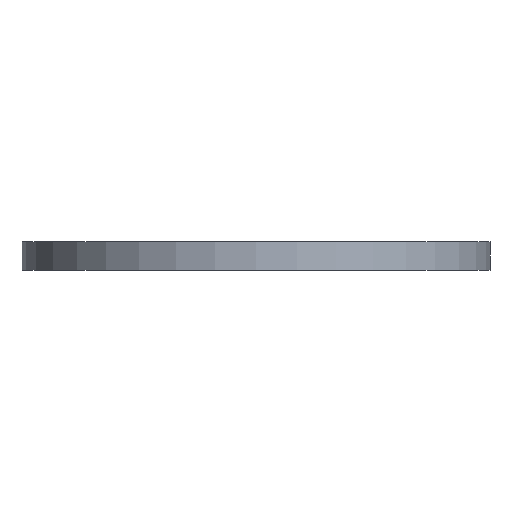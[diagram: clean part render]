
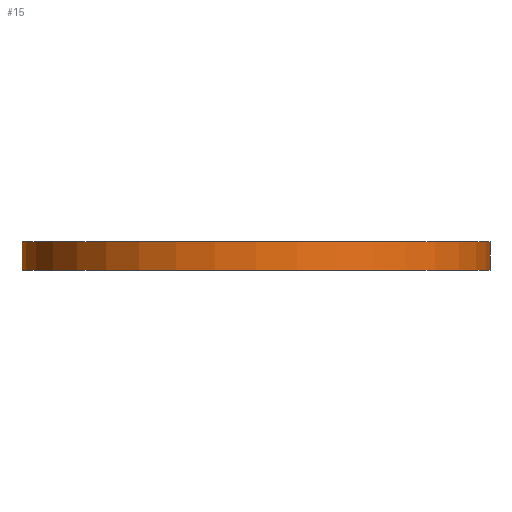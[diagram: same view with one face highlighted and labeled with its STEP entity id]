
A CAD part, front view. The second image highlights one B-rep face of the part: STEP entity #15.
In plain terms, the highlighted cylindrical face has radius 16.5 mm (diameter 33 mm), a partial arc.
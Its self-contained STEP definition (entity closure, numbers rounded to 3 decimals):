
#15=ADVANCED_FACE('',(#359),#3628,.T.);
#359=FACE_OUTER_BOUND('',#618,.T.);
#618=EDGE_LOOP('',(#1048,#1049,#1050,#1051));
#1048=ORIENTED_EDGE('',*,*,#2167,.T.);
#1049=ORIENTED_EDGE('',*,*,#1994,.T.);
#1050=ORIENTED_EDGE('',*,*,#2168,.F.);
#1051=ORIENTED_EDGE('',*,*,#2166,.F.);
#1994=EDGE_CURVE('',#3284,#3370,#2424,.T.);
#2166=EDGE_CURVE('',#3456,#3457,#2510,.T.);
#2167=EDGE_CURVE('',#3456,#3284,#2768,.T.);
#2168=EDGE_CURVE('',#3457,#3370,#2769,.T.);
#2424=B_SPLINE_CURVE_WITH_KNOTS('',1,(#6052,#6053),.UNSPECIFIED.,.F.,.F.,
(2,2),(0.,2.),.UNSPECIFIED.);
#2510=B_SPLINE_CURVE_WITH_KNOTS('',1,(#6482,#6483),.UNSPECIFIED.,.F.,.F.,
(2,2),(0.,2.),.UNSPECIFIED.);
#2768=TRIMMED_CURVE($,#3112,(#6485),(#6486),.T.,.CARTESIAN.);
#2769=TRIMMED_CURVE($,#3113,(#6488),(#6489),.T.,.CARTESIAN.);
#3112=CIRCLE('',#4236,16.5);
#3113=CIRCLE('',#4237,16.5);
#3284=VERTEX_POINT('',#5450);
#3370=VERTEX_POINT('',#5536);
#3456=VERTEX_POINT('',#5622);
#3457=VERTEX_POINT('',#5623);
#3628=CYLINDRICAL_SURFACE('',#3891,16.5);
#3891=AXIS2_PLACEMENT_3D('',#5277,#4412,$);
#4236=AXIS2_PLACEMENT_3D($,#6484,#4929,#4930);
#4237=AXIS2_PLACEMENT_3D($,#6487,#4931,#4932);
#4412=DIRECTION('',(0.,0.,-1.));
#4929=DIRECTION('',(0.,0.,1.));
#4930=DIRECTION('',(-1.,0.,0.));
#4931=DIRECTION('',(0.,0.,1.));
#4932=DIRECTION('',(-1.,0.,0.));
#5277=CARTESIAN_POINT('',(0.,0.,1.));
#5450=CARTESIAN_POINT('',(16.5,0.,0.));
#5536=CARTESIAN_POINT('',(16.5,0.,2.));
#5622=CARTESIAN_POINT('',(-16.5,0.,0.));
#5623=CARTESIAN_POINT('',(-16.5,0.,2.));
#6052=CARTESIAN_POINT('',(16.5,0.,0.));
#6053=CARTESIAN_POINT('',(16.5,0.,2.));
#6482=CARTESIAN_POINT('',(-16.5,0.,0.));
#6483=CARTESIAN_POINT('',(-16.5,0.,2.));
#6484=CARTESIAN_POINT('',(0.,0.,0.));
#6485=CARTESIAN_POINT('',(-16.5,0.,0.));
#6486=CARTESIAN_POINT('',(16.5,0.,0.));
#6487=CARTESIAN_POINT('',(0.,0.,2.));
#6488=CARTESIAN_POINT('',(-16.5,0.,2.));
#6489=CARTESIAN_POINT('',(16.5,0.,2.));
